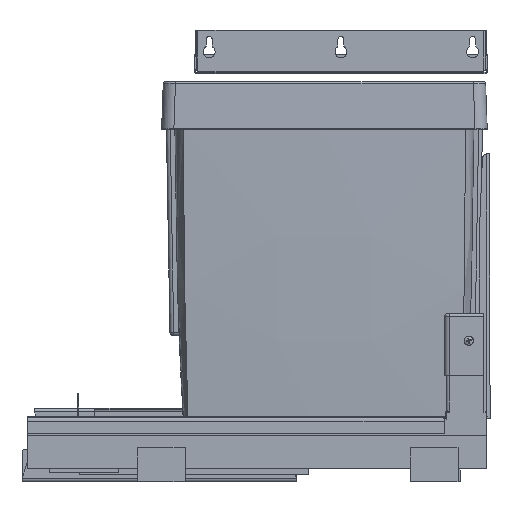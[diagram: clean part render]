
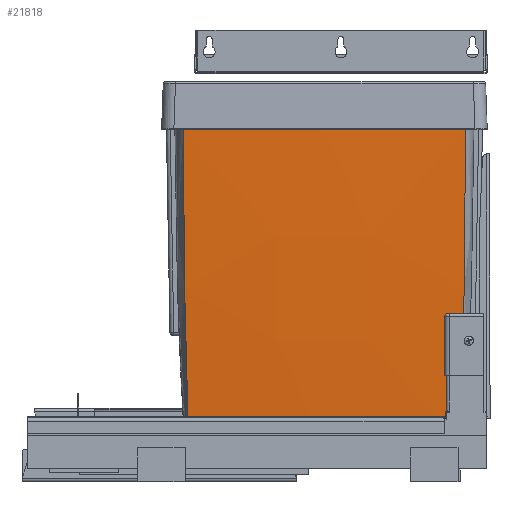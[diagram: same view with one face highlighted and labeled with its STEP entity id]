
A CAD part, left-side view. The second image highlights one B-rep face of the part: STEP entity #21818.
In plain terms, the highlighted free-form (B-spline) face has degree [3, 3] with [4, 4] control points.
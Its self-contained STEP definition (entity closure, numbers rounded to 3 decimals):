
#291=B_SPLINE_CURVE_WITH_KNOTS('',3,(#31460,#31461,#31462,#31463),
 .UNSPECIFIED.,.F.,.F.,(4,4),(2.146,2.149),
 .UNSPECIFIED.);
#297=B_SPLINE_CURVE_WITH_KNOTS('',3,(#31515,#31516,#31517,#31518),
 .UNSPECIFIED.,.F.,.F.,(4,4),(0.,28.754),
 .UNSPECIFIED.);
#329=B_SPLINE_CURVE_WITH_KNOTS('',3,(#31920,#31921,#31922,#31923),
 .UNSPECIFIED.,.F.,.F.,(4,4),(-1.,0.),.UNSPECIFIED.);
#347=B_SPLINE_CURVE_WITH_KNOTS('',3,(#32552,#32553,#32554,#32555),
 .UNSPECIFIED.,.F.,.F.,(4,4),(0.,0.004),.UNSPECIFIED.);
#353=B_SPLINE_CURVE_WITH_KNOTS('',3,(#32975,#32976,#32977,#32978),
 .UNSPECIFIED.,.F.,.F.,(4,4),(0.,0.96),.UNSPECIFIED.);
#354=B_SPLINE_CURVE_WITH_KNOTS('',3,(#32979,#32980,#32981,#32982),
 .UNSPECIFIED.,.F.,.F.,(4,4),(0.,0.96),.UNSPECIFIED.);
#540=B_SPLINE_SURFACE_WITH_KNOTS('',3,3,((#32959,#32960,#32961,#32962),
(#32963,#32964,#32965,#32966),(#32967,#32968,#32969,#32970),(#32971,#32972,
#32973,#32974)),.UNSPECIFIED.,.F.,.F.,.F.,(4,4),(4,4),(0.,1.),(0.,0.96),
 .UNSPECIFIED.);
#1435=FACE_OUTER_BOUND('',#2589,.T.);
#2589=EDGE_LOOP('',(#14750,#14751,#14752,#14753,#14754,#14755));
#8797=VERTEX_POINT('',#31452);
#8798=VERTEX_POINT('',#31459);
#8803=VERTEX_POINT('',#31508);
#8862=VERTEX_POINT('',#31913);
#8863=VERTEX_POINT('',#31919);
#8875=VERTEX_POINT('',#32546);
#10989=EDGE_CURVE('',#8797,#8798,#291,.T.);
#10996=EDGE_CURVE('',#8803,#8797,#297,.T.);
#11079=EDGE_CURVE('',#8862,#8863,#329,.T.);
#11099=EDGE_CURVE('',#8875,#8803,#347,.T.);
#11105=EDGE_CURVE('',#8863,#8875,#353,.T.);
#11106=EDGE_CURVE('',#8862,#8798,#354,.T.);
#14750=ORIENTED_EDGE('',*,*,#10989,.F.);
#14751=ORIENTED_EDGE('',*,*,#10996,.F.);
#14752=ORIENTED_EDGE('',*,*,#11099,.F.);
#14753=ORIENTED_EDGE('',*,*,#11105,.F.);
#14754=ORIENTED_EDGE('',*,*,#11079,.F.);
#14755=ORIENTED_EDGE('',*,*,#11106,.T.);
#21818=ADVANCED_FACE('',(#1435),#540,.T.);
#31452=CARTESIAN_POINT('',(-240.398,318.768,36.14));
#31459=CARTESIAN_POINT('',(-240.401,318.77,36.184));
#31460=CARTESIAN_POINT('Ctrl Pts',(-240.398,318.768,36.14));
#31461=CARTESIAN_POINT('Ctrl Pts',(-240.399,318.769,36.155));
#31462=CARTESIAN_POINT('Ctrl Pts',(-240.4,318.769,36.17));
#31463=CARTESIAN_POINT('Ctrl Pts',(-240.401,318.77,36.184));
#31508=CARTESIAN_POINT('',(-240.398,30.324,36.14));
#31515=CARTESIAN_POINT('Ctrl Pts',(-240.398,30.324,36.14));
#31516=CARTESIAN_POINT('Ctrl Pts',(-243.459,126.439,36.15));
#31517=CARTESIAN_POINT('Ctrl Pts',(-243.459,222.653,36.15));
#31518=CARTESIAN_POINT('Ctrl Pts',(-240.398,318.768,36.14));
#31913=CARTESIAN_POINT('',(-251.013,324.602,375.094));
#31919=CARTESIAN_POINT('',(-251.013,24.49,375.094));
#31920=CARTESIAN_POINT('Ctrl Pts',(-251.013,324.602,375.094));
#31921=CARTESIAN_POINT('Ctrl Pts',(-254.328,224.601,375.094));
#31922=CARTESIAN_POINT('Ctrl Pts',(-254.328,124.491,375.094));
#31923=CARTESIAN_POINT('Ctrl Pts',(-251.013,24.49,375.094));
#32546=CARTESIAN_POINT('',(-240.401,30.322,36.184));
#32552=CARTESIAN_POINT('Ctrl Pts',(-240.401,30.322,36.184));
#32553=CARTESIAN_POINT('Ctrl Pts',(-240.4,30.323,36.17));
#32554=CARTESIAN_POINT('Ctrl Pts',(-240.399,30.323,36.155));
#32555=CARTESIAN_POINT('Ctrl Pts',(-240.398,30.324,36.14));
#32959=CARTESIAN_POINT('Ctrl Pts',(-251.013,24.49,375.094));
#32960=CARTESIAN_POINT('Ctrl Pts',(-251.013,24.49,262.109));
#32961=CARTESIAN_POINT('Ctrl Pts',(-247.475,26.435,149.125));
#32962=CARTESIAN_POINT('Ctrl Pts',(-240.398,30.324,36.14));
#32963=CARTESIAN_POINT('Ctrl Pts',(-254.328,124.491,375.094));
#32964=CARTESIAN_POINT('Ctrl Pts',(-254.328,124.491,262.109));
#32965=CARTESIAN_POINT('Ctrl Pts',(-250.626,125.142,149.125));
#32966=CARTESIAN_POINT('Ctrl Pts',(-243.458,126.439,36.14));
#32967=CARTESIAN_POINT('Ctrl Pts',(-254.328,224.601,375.094));
#32968=CARTESIAN_POINT('Ctrl Pts',(-254.328,224.601,262.109));
#32969=CARTESIAN_POINT('Ctrl Pts',(-250.626,223.95,149.125));
#32970=CARTESIAN_POINT('Ctrl Pts',(-243.458,222.653,36.14));
#32971=CARTESIAN_POINT('Ctrl Pts',(-251.013,324.602,375.094));
#32972=CARTESIAN_POINT('Ctrl Pts',(-251.013,324.602,262.109));
#32973=CARTESIAN_POINT('Ctrl Pts',(-247.475,322.657,149.125));
#32974=CARTESIAN_POINT('Ctrl Pts',(-240.398,318.768,36.14));
#32975=CARTESIAN_POINT('Ctrl Pts',(-251.013,24.49,375.094));
#32976=CARTESIAN_POINT('Ctrl Pts',(-251.013,24.49,262.124));
#32977=CARTESIAN_POINT('Ctrl Pts',(-247.476,26.434,149.154));
#32978=CARTESIAN_POINT('Ctrl Pts',(-240.401,30.322,36.184));
#32979=CARTESIAN_POINT('Ctrl Pts',(-251.013,324.602,375.094));
#32980=CARTESIAN_POINT('Ctrl Pts',(-251.013,324.602,262.124));
#32981=CARTESIAN_POINT('Ctrl Pts',(-247.476,322.658,149.154));
#32982=CARTESIAN_POINT('Ctrl Pts',(-240.401,318.77,36.184));
